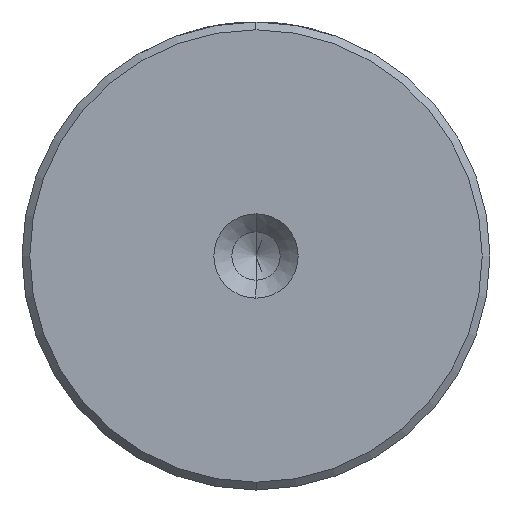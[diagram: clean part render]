
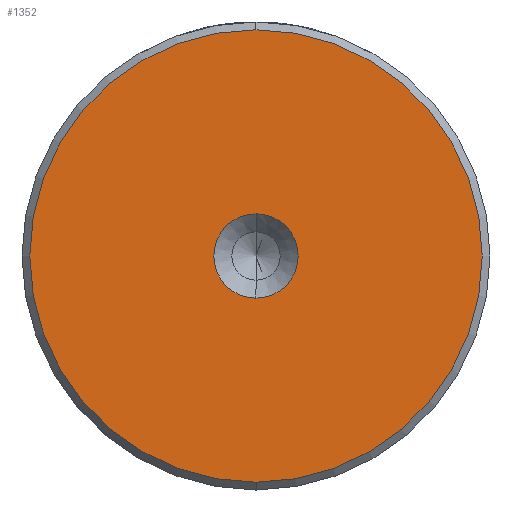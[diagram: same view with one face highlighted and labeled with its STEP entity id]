
A CAD part, left-side view. The second image highlights one B-rep face of the part: STEP entity #1352.
In plain terms, the highlighted planar face has unit normal (-1, 0, 0).
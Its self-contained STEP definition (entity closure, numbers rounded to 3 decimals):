
#72 = ORIENTED_EDGE ( 'NONE', *, *, #2579, .T. ) ;
#121 = DIRECTION ( 'NONE',  ( -1., 0., 0. ) ) ;
#136 = DIRECTION ( 'NONE',  ( -1., 0., 0. ) ) ;
#140 = EDGE_LOOP ( 'NONE', ( #3319, #2479 ) ) ;
#171 = AXIS2_PLACEMENT_3D ( 'NONE', #1708, #121, #1979 ) ;
#302 = CARTESIAN_POINT ( 'NONE',  ( 0., 0., 0. ) ) ;
#346 = EDGE_CURVE ( 'NONE', #2688, #481, #2153, .T. ) ;
#433 = ORIENTED_EDGE ( 'NONE', *, *, #346, .T. ) ;
#481 = VERTEX_POINT ( 'NONE', #3120 ) ;
#581 = CARTESIAN_POINT ( 'NONE',  ( 0., 0., 0. ) ) ;
#649 = CIRCLE ( 'NONE', #3416, 14.5 ) ;
#668 = PLANE ( 'NONE',  #1422 ) ;
#713 = CARTESIAN_POINT ( 'NONE',  ( 0., 0., -2.7 ) ) ;
#843 = DIRECTION ( 'NONE',  ( 0., 0., 1. ) ) ;
#1090 = DIRECTION ( 'NONE',  ( -1., 0., 0. ) ) ;
#1200 = DIRECTION ( 'NONE',  ( -1., 0., 0. ) ) ;
#1238 = EDGE_CURVE ( 'NONE', #3182, #3278, #1344, .T. ) ;
#1261 = FACE_OUTER_BOUND ( 'NONE', #1383, .T. ) ;
#1297 = EDGE_CURVE ( 'NONE', #3278, #3182, #3313, .T. ) ;
#1344 = CIRCLE ( 'NONE', #2905, 2.7 ) ;
#1352 = ADVANCED_FACE ( 'NONE', ( #1261, #1792 ), #668, .T. ) ;
#1383 = EDGE_LOOP ( 'NONE', ( #433, #72 ) ) ;
#1422 = AXIS2_PLACEMENT_3D ( 'NONE', #3042, #1200, #3053 ) ;
#1708 = CARTESIAN_POINT ( 'NONE',  ( 0., 0., 0. ) ) ;
#1721 = CARTESIAN_POINT ( 'NONE',  ( 0., 0., 0. ) ) ;
#1792 = FACE_BOUND ( 'NONE', #140, .T. ) ;
#1979 = DIRECTION ( 'NONE',  ( 0., 0., 1. ) ) ;
#1996 = DIRECTION ( 'NONE',  ( 0., 0., 1. ) ) ;
#2087 = CARTESIAN_POINT ( 'NONE',  ( 0., 0., 2.7 ) ) ;
#2153 = CIRCLE ( 'NONE', #2276, 14.5 ) ;
#2276 = AXIS2_PLACEMENT_3D ( 'NONE', #302, #1090, #3233 ) ;
#2432 = DIRECTION ( 'NONE',  ( -1., 0., 0. ) ) ;
#2479 = ORIENTED_EDGE ( 'NONE', *, *, #1238, .F. ) ;
#2566 = CARTESIAN_POINT ( 'NONE',  ( 0., 0., -14.5 ) ) ;
#2579 = EDGE_CURVE ( 'NONE', #481, #2688, #649, .T. ) ;
#2688 = VERTEX_POINT ( 'NONE', #2566 ) ;
#2905 = AXIS2_PLACEMENT_3D ( 'NONE', #581, #2432, #843 ) ;
#3042 = CARTESIAN_POINT ( 'NONE',  ( 0., 0., 0. ) ) ;
#3053 = DIRECTION ( 'NONE',  ( 0., 0., 1. ) ) ;
#3120 = CARTESIAN_POINT ( 'NONE',  ( 0., 0., 14.5 ) ) ;
#3182 = VERTEX_POINT ( 'NONE', #713 ) ;
#3233 = DIRECTION ( 'NONE',  ( 0., 0., 1. ) ) ;
#3278 = VERTEX_POINT ( 'NONE', #2087 ) ;
#3313 = CIRCLE ( 'NONE', #171, 2.7 ) ;
#3319 = ORIENTED_EDGE ( 'NONE', *, *, #1297, .F. ) ;
#3416 = AXIS2_PLACEMENT_3D ( 'NONE', #1721, #136, #1996 ) ;
